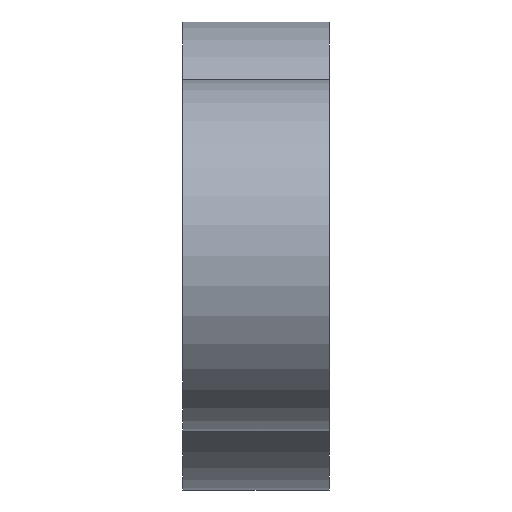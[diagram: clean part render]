
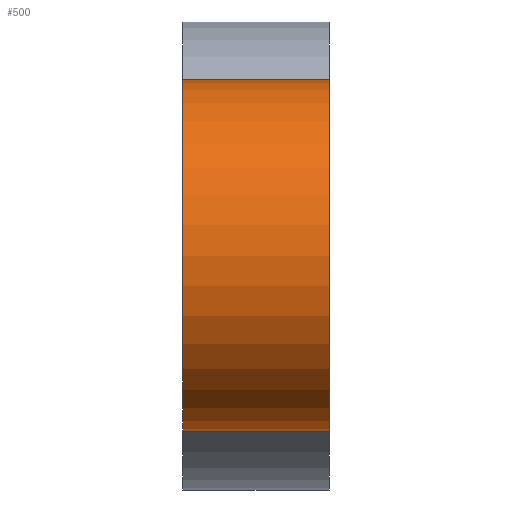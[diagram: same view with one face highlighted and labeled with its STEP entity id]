
A CAD part, left-side view. The second image highlights one B-rep face of the part: STEP entity #500.
In plain terms, the highlighted cylindrical face has radius 6 mm (diameter 12 mm), a partial arc.
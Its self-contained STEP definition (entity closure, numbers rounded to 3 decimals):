
#142 = CARTESIAN_POINT ( 'NONE',  ( -12.5, 5., 0. ) ) ;
#148 = CIRCLE ( 'NONE', #603, 6. ) ;
#178 = DIRECTION ( 'NONE',  ( 0., 0., -1. ) ) ;
#187 = DIRECTION ( 'NONE',  ( 0., -1., 0. ) ) ;
#192 = LINE ( 'NONE', #444, #768 ) ;
#218 = DIRECTION ( 'NONE',  ( 0., -1., 0. ) ) ;
#238 = ORIENTED_EDGE ( 'NONE', *, *, #650, .T. ) ;
#262 = CARTESIAN_POINT ( 'NONE',  ( -12.5, 5., -6. ) ) ;
#268 = EDGE_CURVE ( 'NONE', #305, #374, #192, .T. ) ;
#270 = CARTESIAN_POINT ( 'NONE',  ( -12.5, 22.846, -6. ) ) ;
#305 = VERTEX_POINT ( 'NONE', #527 ) ;
#335 = DIRECTION ( 'NONE',  ( 0., 0., -1. ) ) ;
#351 = EDGE_LOOP ( 'NONE', ( #422, #238, #386, #694 ) ) ;
#352 = CARTESIAN_POINT ( 'NONE',  ( -12.5, 0., 6. ) ) ;
#361 = CARTESIAN_POINT ( 'NONE',  ( -12.5, 22.846, 0. ) ) ;
#374 = VERTEX_POINT ( 'NONE', #352 ) ;
#386 = ORIENTED_EDGE ( 'NONE', *, *, #401, .T. ) ;
#389 = DIRECTION ( 'NONE',  ( 0., -1., 0. ) ) ;
#401 = EDGE_CURVE ( 'NONE', #612, #515, #417, .T. ) ;
#417 = LINE ( 'NONE', #270, #613 ) ;
#422 = ORIENTED_EDGE ( 'NONE', *, *, #268, .F. ) ;
#432 = CYLINDRICAL_SURFACE ( 'NONE', #717, 6. ) ;
#444 = CARTESIAN_POINT ( 'NONE',  ( -12.5, 22.846, 6. ) ) ;
#470 = AXIS2_PLACEMENT_3D ( 'NONE', #142, #389, #575 ) ;
#500 = ADVANCED_FACE ( 'NONE', ( #670 ), #432, .T. ) ;
#515 = VERTEX_POINT ( 'NONE', #611 ) ;
#518 = DIRECTION ( 'NONE',  ( 0., -1., 0. ) ) ;
#527 = CARTESIAN_POINT ( 'NONE',  ( -12.5, 5., 6. ) ) ;
#575 = DIRECTION ( 'NONE',  ( 0., 0., 1. ) ) ;
#603 = AXIS2_PLACEMENT_3D ( 'NONE', #779, #218, #335 ) ;
#611 = CARTESIAN_POINT ( 'NONE',  ( -12.5, 0., -6. ) ) ;
#612 = VERTEX_POINT ( 'NONE', #262 ) ;
#613 = VECTOR ( 'NONE', #518, 1000. ) ;
#650 = EDGE_CURVE ( 'NONE', #305, #612, #718, .T. ) ;
#670 = FACE_OUTER_BOUND ( 'NONE', #351, .T. ) ;
#694 = ORIENTED_EDGE ( 'NONE', *, *, #771, .F. ) ;
#717 = AXIS2_PLACEMENT_3D ( 'NONE', #361, #794, #178 ) ;
#718 = CIRCLE ( 'NONE', #470, 6. ) ;
#768 = VECTOR ( 'NONE', #187, 1000. ) ;
#771 = EDGE_CURVE ( 'NONE', #374, #515, #148, .T. ) ;
#779 = CARTESIAN_POINT ( 'NONE',  ( -12.5, 0., 0. ) ) ;
#794 = DIRECTION ( 'NONE',  ( 0., -1., 0. ) ) ;
